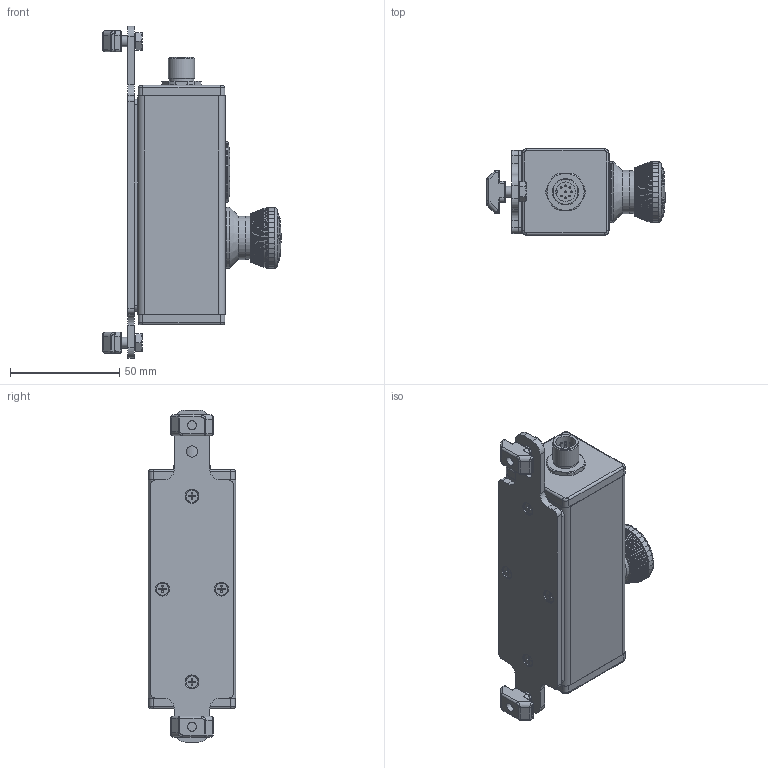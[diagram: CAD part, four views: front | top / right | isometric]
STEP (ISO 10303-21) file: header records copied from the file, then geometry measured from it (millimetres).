
FILE_DESCRIPTION(/* description */ (''),/* implementation_level */ '2;1');
FILE_NAME(/* name */ 'S42_02.stp',/* time_stamp */ '2020-11-10T10:13:06+01:00',/* author */ ('thagel'),/* organization */ (''),/* preprocessor_version */ 'ST-DEVELOPER v17.2',/* originating_system */ 'Autodesk Inventor 2019',/* authorisation */ '');
FILE_SCHEMA (('AUTOMOTIVE_DESIGN { 1 0 10303 214 3 1 1 }'));
Products named in the file (1): S42_02
Bounding box: 81.73 x 40 x 152 mm (x, y, z)
Volume: 189443 mm3; surface area: 62904.4 mm2
Topology: 1 solids, 14 shells, 1792 faces, 4658 edges, 2916 vertices
Faces by surface type: plane 753, cylinder 419, cone 234, bspline 220, torus 136, sphere 30
Full cylindrical faces by diameter (mm): 0.8 x8, 1 x3, 2.459 x2, 2.693 x4, 3 x5, 3.2 x8, 4.2 x2, 5 x2, 5.2 x3, 5.5 x4, 6 x1, 6.4 x4, 6.88 x2, 9 x1, 11.4 x2, 12 x1, 13 x2, 15.9 x1, 16 x1, 19.65 x1, 19.745 x1, 19.85 x1, 20.05 x1, 22 x2, 22.2 x1, 25.35 x1, 26 x1, 27.4 x2, 27.9 x1, 28 x2
Entity records: 63174 total; most frequent: CARTESIAN_POINT 21153, ORIENTED_EDGE 9290, DIRECTION 8572, EDGE_CURVE 4645, AXIS2_PLACEMENT_3D 3462, VERTEX_POINT 2916, EDGE_LOOP 1868, FACE_OUTER_BOUND 1792
